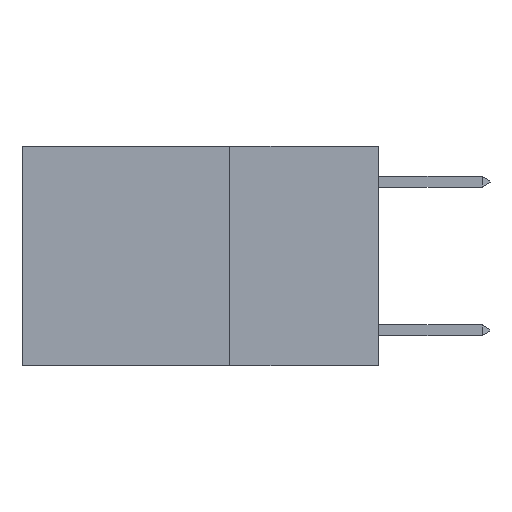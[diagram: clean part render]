
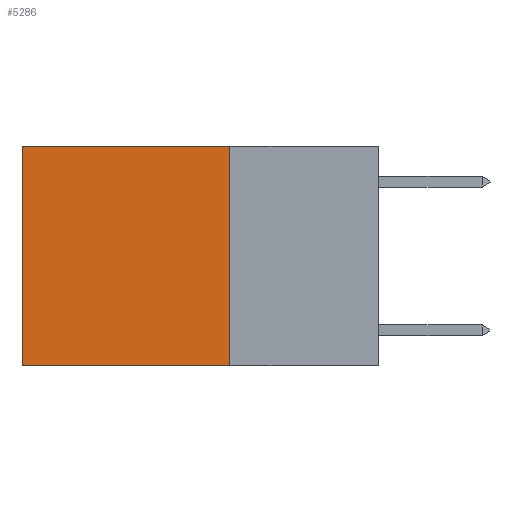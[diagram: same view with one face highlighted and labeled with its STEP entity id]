
A CAD part, left-side view. The second image highlights one B-rep face of the part: STEP entity #5286.
In plain terms, the highlighted planar face has unit normal (-1, 0, 0).
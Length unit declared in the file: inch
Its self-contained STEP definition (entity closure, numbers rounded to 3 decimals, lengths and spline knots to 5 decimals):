
#886 = CARTESIAN_POINT ( 'NONE',  ( 0.2625, 0.25, -0.37 ) ) ;
#976 = VERTEX_POINT ( 'NONE', #886 ) ;
#2340 = EDGE_CURVE ( 'NONE', #9747, #7636, #7733, .T. ) ;
#2730 = EDGE_LOOP ( 'NONE', ( #15810, #21045, #16086, #6666 ) ) ;
#4664 = VECTOR ( 'NONE', #15650, 39.37008 ) ;
#5286 = ADVANCED_FACE ( 'NONE', ( #9308 ), #18910, .F. ) ;
#6666 = ORIENTED_EDGE ( 'NONE', *, *, #8550, .T. ) ;
#6775 = CARTESIAN_POINT ( 'NONE',  ( 0.2625, 0.25, 0. ) ) ;
#7636 = VERTEX_POINT ( 'NONE', #24249 ) ;
#7733 = LINE ( 'NONE', #17492, #29186 ) ;
#8173 = VECTOR ( 'NONE', #21738, 39.37008 ) ;
#8264 = EDGE_CURVE ( 'NONE', #976, #7636, #13482, .T. ) ;
#8550 = EDGE_CURVE ( 'NONE', #22341, #9747, #26713, .T. ) ;
#8817 = AXIS2_PLACEMENT_3D ( 'NONE', #18759, #20920, #9153 ) ;
#9153 = DIRECTION ( 'NONE',  ( 0., 0., -1. ) ) ;
#9308 = FACE_OUTER_BOUND ( 'NONE', #2730, .T. ) ;
#9710 = DIRECTION ( 'NONE',  ( 0., 0., -1. ) ) ;
#9747 = VERTEX_POINT ( 'NONE', #26633 ) ;
#13482 = LINE ( 'NONE', #20120, #4664 ) ;
#14529 = LINE ( 'NONE', #6775, #14632 ) ;
#14632 = VECTOR ( 'NONE', #9710, 39.37008 ) ;
#15650 = DIRECTION ( 'NONE',  ( 0., 1., 0. ) ) ;
#15810 = ORIENTED_EDGE ( 'NONE', *, *, #2340, .T. ) ;
#16086 = ORIENTED_EDGE ( 'NONE', *, *, #20586, .F. ) ;
#17492 = CARTESIAN_POINT ( 'NONE',  ( 0.2625, 0.6, 0. ) ) ;
#18759 = CARTESIAN_POINT ( 'NONE',  ( 0.2625, 0.25, 0. ) ) ;
#18910 = PLANE ( 'NONE',  #8817 ) ;
#19110 = CARTESIAN_POINT ( 'NONE',  ( 0.2625, 0.25, 0. ) ) ;
#20120 = CARTESIAN_POINT ( 'NONE',  ( 0.2625, 0.25, -0.37 ) ) ;
#20586 = EDGE_CURVE ( 'NONE', #22341, #976, #14529, .T. ) ;
#20920 = DIRECTION ( 'NONE',  ( 1., 0., 0. ) ) ;
#21045 = ORIENTED_EDGE ( 'NONE', *, *, #8264, .F. ) ;
#21738 = DIRECTION ( 'NONE',  ( 0., 1., 0. ) ) ;
#22341 = VERTEX_POINT ( 'NONE', #28282 ) ;
#24249 = CARTESIAN_POINT ( 'NONE',  ( 0.2625, 0.6, -0.37 ) ) ;
#26633 = CARTESIAN_POINT ( 'NONE',  ( 0.2625, 0.6, 0. ) ) ;
#26713 = LINE ( 'NONE', #19110, #8173 ) ;
#26944 = DIRECTION ( 'NONE',  ( 0., 0., -1. ) ) ;
#28282 = CARTESIAN_POINT ( 'NONE',  ( 0.2625, 0.25, 0. ) ) ;
#29186 = VECTOR ( 'NONE', #26944, 39.37008 ) ;
